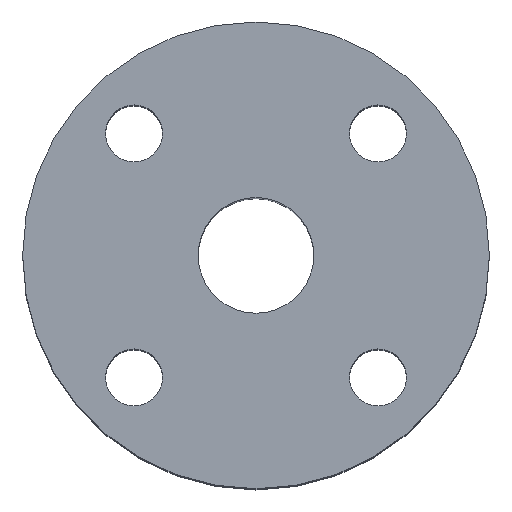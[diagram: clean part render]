
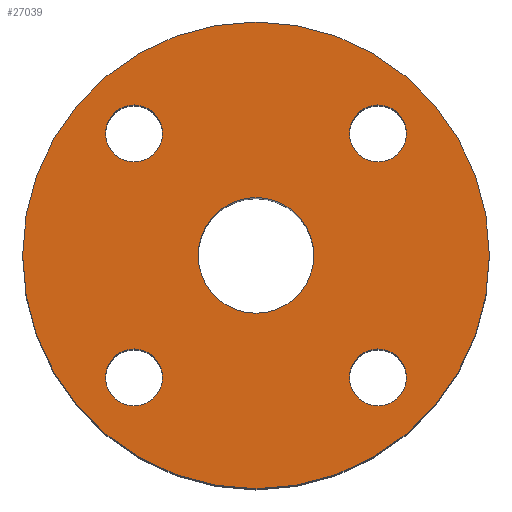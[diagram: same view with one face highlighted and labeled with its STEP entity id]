
A CAD part, top view. The second image highlights one B-rep face of the part: STEP entity #27039.
In plain terms, the highlighted planar face has unit normal (0, 0, 1).
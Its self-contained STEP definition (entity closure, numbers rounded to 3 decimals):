
#82 = ORIENTED_EDGE ( 'NONE', *, *, #12611, .F. ) ;
#256 = EDGE_LOOP ( 'NONE', ( #1521, #16300 ) ) ;
#275 = CARTESIAN_POINT ( 'NONE',  ( 30.052, -30.052, 0. ) ) ;
#321 = VERTEX_POINT ( 'NONE', #27292 ) ;
#717 = VERTEX_POINT ( 'NONE', #3133 ) ;
#1016 = DIRECTION ( 'NONE',  ( 0., 0., 1. ) ) ;
#1112 = EDGE_CURVE ( 'NONE', #6632, #321, #5511, .T. ) ;
#1521 = ORIENTED_EDGE ( 'NONE', *, *, #12900, .F. ) ;
#2303 = CARTESIAN_POINT ( 'NONE',  ( 0., 0., 0. ) ) ;
#2559 = CIRCLE ( 'NONE', #14305, 14.25 ) ;
#2779 = ORIENTED_EDGE ( 'NONE', *, *, #24380, .F. ) ;
#3013 = CARTESIAN_POINT ( 'NONE',  ( 0., 0., 0. ) ) ;
#3133 = CARTESIAN_POINT ( 'NONE',  ( -57.5, 0., 0. ) ) ;
#3229 = ORIENTED_EDGE ( 'NONE', *, *, #10820, .F. ) ;
#4132 = ORIENTED_EDGE ( 'NONE', *, *, #9500, .T. ) ;
#4946 = PLANE ( 'NONE',  #7329 ) ;
#5511 = CIRCLE ( 'NONE', #7412, 7. ) ;
#5548 = CARTESIAN_POINT ( 'NONE',  ( 23.052, -30.052, 0. ) ) ;
#5674 = CARTESIAN_POINT ( 'NONE',  ( -14.25, 0., 0. ) ) ;
#6254 = ORIENTED_EDGE ( 'NONE', *, *, #10265, .F. ) ;
#6567 = VERTEX_POINT ( 'NONE', #21302 ) ;
#6630 = DIRECTION ( 'NONE',  ( 0., 1., 0. ) ) ;
#6632 = VERTEX_POINT ( 'NONE', #5548 ) ;
#7109 = VERTEX_POINT ( 'NONE', #5674 ) ;
#7181 = CARTESIAN_POINT ( 'NONE',  ( -30.052, 30.052, 0. ) ) ;
#7329 = AXIS2_PLACEMENT_3D ( 'NONE', #26842, #20387, #27275 ) ;
#7412 = AXIS2_PLACEMENT_3D ( 'NONE', #275, #28916, #8809 ) ;
#7546 = CIRCLE ( 'NONE', #24905, 57.5 ) ;
#7574 = DIRECTION ( 'NONE',  ( 0., 0., 1. ) ) ;
#7734 = EDGE_CURVE ( 'NONE', #13829, #10469, #23868, .T. ) ;
#8060 = DIRECTION ( 'NONE',  ( 0., -1., 0. ) ) ;
#8273 = DIRECTION ( 'NONE',  ( -1., 0., 0. ) ) ;
#8611 = DIRECTION ( 'NONE',  ( 0., 0., 1. ) ) ;
#8809 = DIRECTION ( 'NONE',  ( 0., -1., 0. ) ) ;
#9048 = CARTESIAN_POINT ( 'NONE',  ( -30.052, -30.052, 0. ) ) ;
#9129 = CARTESIAN_POINT ( 'NONE',  ( 14.25, 0., 0. ) ) ;
#9500 = EDGE_CURVE ( 'NONE', #717, #25289, #29038, .T. ) ;
#9545 = ORIENTED_EDGE ( 'NONE', *, *, #12883, .T. ) ;
#10044 = ORIENTED_EDGE ( 'NONE', *, *, #7734, .F. ) ;
#10265 = EDGE_CURVE ( 'NONE', #23929, #19653, #21108, .T. ) ;
#10402 = CARTESIAN_POINT ( 'NONE',  ( 0., 0., 0. ) ) ;
#10454 = CARTESIAN_POINT ( 'NONE',  ( -30.052, 30.052, 0. ) ) ;
#10469 = VERTEX_POINT ( 'NONE', #15001 ) ;
#10615 = CARTESIAN_POINT ( 'NONE',  ( -30.052, -30.052, 0. ) ) ;
#10820 = EDGE_CURVE ( 'NONE', #19653, #23929, #15012, .T. ) ;
#11114 = DIRECTION ( 'NONE',  ( 0., 0., 1. ) ) ;
#11121 = CIRCLE ( 'NONE', #27518, 7. ) ;
#11136 = FACE_BOUND ( 'NONE', #256, .T. ) ;
#11303 = DIRECTION ( 'NONE',  ( 0., 0., 1. ) ) ;
#11556 = DIRECTION ( 'NONE',  ( 1., 0., 0. ) ) ;
#11723 = FACE_BOUND ( 'NONE', #18022, .T. ) ;
#11859 = CARTESIAN_POINT ( 'NONE',  ( 57.5, 0., 0. ) ) ;
#12254 = AXIS2_PLACEMENT_3D ( 'NONE', #7181, #13786, #22884 ) ;
#12611 = EDGE_CURVE ( 'NONE', #10469, #13829, #16956, .T. ) ;
#12659 = AXIS2_PLACEMENT_3D ( 'NONE', #10615, #15620, #8273 ) ;
#12807 = ORIENTED_EDGE ( 'NONE', *, *, #21406, .F. ) ;
#12883 = EDGE_CURVE ( 'NONE', #25289, #717, #7546, .T. ) ;
#12900 = EDGE_CURVE ( 'NONE', #24839, #6567, #28639, .T. ) ;
#13473 = AXIS2_PLACEMENT_3D ( 'NONE', #21276, #19370, #8060 ) ;
#13786 = DIRECTION ( 'NONE',  ( 0., 0., 1. ) ) ;
#13829 = VERTEX_POINT ( 'NONE', #28414 ) ;
#14305 = AXIS2_PLACEMENT_3D ( 'NONE', #3013, #7574, #27824 ) ;
#15001 = CARTESIAN_POINT ( 'NONE',  ( -23.052, 30.052, 0. ) ) ;
#15012 = CIRCLE ( 'NONE', #26254, 7. ) ;
#15600 = ORIENTED_EDGE ( 'NONE', *, *, #25163, .F. ) ;
#15620 = DIRECTION ( 'NONE',  ( 0., 0., 1. ) ) ;
#15656 = DIRECTION ( 'NONE',  ( 0., 0., 1. ) ) ;
#16001 = AXIS2_PLACEMENT_3D ( 'NONE', #27260, #18179, #11556 ) ;
#16052 = CARTESIAN_POINT ( 'NONE',  ( -37.052, -30.052, 0. ) ) ;
#16300 = ORIENTED_EDGE ( 'NONE', *, *, #28445, .F. ) ;
#16410 = AXIS2_PLACEMENT_3D ( 'NONE', #22421, #8611, #22270 ) ;
#16956 = CIRCLE ( 'NONE', #12254, 7. ) ;
#17701 = CIRCLE ( 'NONE', #13473, 7. ) ;
#17755 = FACE_OUTER_BOUND ( 'NONE', #19605, .T. ) ;
#17903 = FACE_BOUND ( 'NONE', #19202, .T. ) ;
#18022 = EDGE_LOOP ( 'NONE', ( #2779, #27801 ) ) ;
#18179 = DIRECTION ( 'NONE',  ( 0., 0., 1. ) ) ;
#19202 = EDGE_LOOP ( 'NONE', ( #3229, #6254 ) ) ;
#19370 = DIRECTION ( 'NONE',  ( 0., 0., 1. ) ) ;
#19605 = EDGE_LOOP ( 'NONE', ( #9545, #4132 ) ) ;
#19653 = VERTEX_POINT ( 'NONE', #23192 ) ;
#20083 = DIRECTION ( 'NONE',  ( 1., 0., 0. ) ) ;
#20387 = DIRECTION ( 'NONE',  ( 0., 0., -1. ) ) ;
#21108 = CIRCLE ( 'NONE', #12659, 7. ) ;
#21266 = DIRECTION ( 'NONE',  ( 1., 0., 0. ) ) ;
#21276 = CARTESIAN_POINT ( 'NONE',  ( 30.052, -30.052, 0. ) ) ;
#21302 = CARTESIAN_POINT ( 'NONE',  ( 23.052, 30.052, 0. ) ) ;
#21406 = EDGE_CURVE ( 'NONE', #7109, #21874, #2559, .T. ) ;
#21734 = EDGE_LOOP ( 'NONE', ( #82, #10044 ) ) ;
#21874 = VERTEX_POINT ( 'NONE', #9129 ) ;
#21913 = AXIS2_PLACEMENT_3D ( 'NONE', #10402, #1016, #28167 ) ;
#22270 = DIRECTION ( 'NONE',  ( 1., 0., 0. ) ) ;
#22421 = CARTESIAN_POINT ( 'NONE',  ( 0., 0., 0. ) ) ;
#22443 = FACE_BOUND ( 'NONE', #21734, .T. ) ;
#22472 = CARTESIAN_POINT ( 'NONE',  ( 37.052, 30.052, 0. ) ) ;
#22720 = FACE_BOUND ( 'NONE', #24779, .T. ) ;
#22884 = DIRECTION ( 'NONE',  ( 0., 1., 0. ) ) ;
#23192 = CARTESIAN_POINT ( 'NONE',  ( -23.052, -30.052, 0. ) ) ;
#23868 = CIRCLE ( 'NONE', #27625, 7. ) ;
#23929 = VERTEX_POINT ( 'NONE', #16052 ) ;
#24380 = EDGE_CURVE ( 'NONE', #321, #6632, #17701, .T. ) ;
#24779 = EDGE_LOOP ( 'NONE', ( #15600, #12807 ) ) ;
#24839 = VERTEX_POINT ( 'NONE', #22472 ) ;
#24905 = AXIS2_PLACEMENT_3D ( 'NONE', #2303, #11114, #20083 ) ;
#25163 = EDGE_CURVE ( 'NONE', #21874, #7109, #26538, .T. ) ;
#25289 = VERTEX_POINT ( 'NONE', #11859 ) ;
#26254 = AXIS2_PLACEMENT_3D ( 'NONE', #9048, #15656, #28567 ) ;
#26538 = CIRCLE ( 'NONE', #21913, 14.25 ) ;
#26842 = CARTESIAN_POINT ( 'NONE',  ( 0., 14.25, 0. ) ) ;
#27039 = ADVANCED_FACE ( 'NONE', ( #11723, #17903, #22443, #11136, #22720, #17755 ), #4946, .F. ) ;
#27260 = CARTESIAN_POINT ( 'NONE',  ( 30.052, 30.052, 0. ) ) ;
#27275 = DIRECTION ( 'NONE',  ( -1., 0., 0. ) ) ;
#27292 = CARTESIAN_POINT ( 'NONE',  ( 37.052, -30.052, 0. ) ) ;
#27433 = CARTESIAN_POINT ( 'NONE',  ( 30.052, 30.052, 0. ) ) ;
#27518 = AXIS2_PLACEMENT_3D ( 'NONE', #27433, #11303, #21266 ) ;
#27625 = AXIS2_PLACEMENT_3D ( 'NONE', #10454, #28358, #6630 ) ;
#27801 = ORIENTED_EDGE ( 'NONE', *, *, #1112, .F. ) ;
#27824 = DIRECTION ( 'NONE',  ( 1., 0., 0. ) ) ;
#28167 = DIRECTION ( 'NONE',  ( 1., 0., 0. ) ) ;
#28358 = DIRECTION ( 'NONE',  ( 0., 0., 1. ) ) ;
#28414 = CARTESIAN_POINT ( 'NONE',  ( -37.052, 30.052, 0. ) ) ;
#28445 = EDGE_CURVE ( 'NONE', #6567, #24839, #11121, .T. ) ;
#28567 = DIRECTION ( 'NONE',  ( -1., 0., 0. ) ) ;
#28639 = CIRCLE ( 'NONE', #16001, 7. ) ;
#28916 = DIRECTION ( 'NONE',  ( 0., 0., 1. ) ) ;
#29038 = CIRCLE ( 'NONE', #16410, 57.5 ) ;
